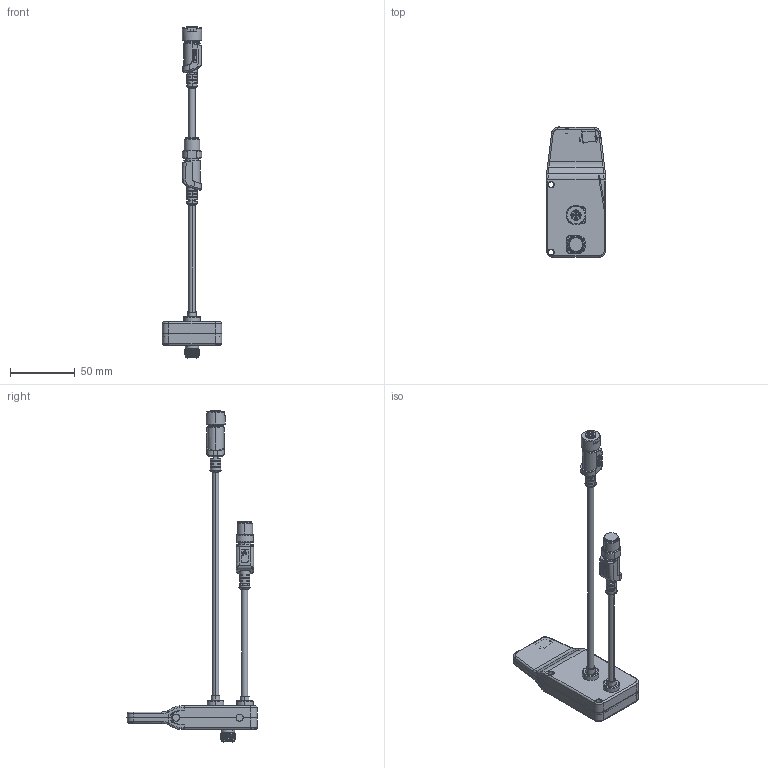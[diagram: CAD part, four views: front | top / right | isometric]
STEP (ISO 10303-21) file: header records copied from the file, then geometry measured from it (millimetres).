
FILE_DESCRIPTION((''),'2;1');
FILE_NAME('DBCAD2321_ASM','2016-06-28T',('pfolte'),(''),'PRO/ENGINEER BY PARAMETRIC TECHNOLOGY CORPORATION, 2015440','PRO/ENGINEER BY PARAMETRIC TECHNOLOGY CORPORATION, 2015440','');
FILE_SCHEMA(('CONFIG_CONTROL_DESIGN'));
Products named in the file (4): CAD0952; DB001889_PIGTAIL_M12__SW0002; DB000595_ANSCHLUSSKAB_SW0001; DBCAD2321_ASM
Assembly tree (3 placements, depth 2):
  DBCAD2321_ASM
    CAD0952
    DB001889_PIGTAIL_M12__SW0002
    DB000595_ANSCHLUSSKAB_SW0001
Bounding box: 46 x 100.4 x 255.9 mm (x, y, z)
Volume: 18035.3 mm3; surface area: 43858.1 mm2
Topology: 5 solids, 1049 shells, 1726 faces, 7611 edges, 6991 vertices
Faces by surface type: plane 913, cylinder 507, cone 141, torus 61, bspline 60, sphere 34, extrusion 10
Entity records: 131930 total; most frequent: CARTESIAN_POINT 30992, DIRECTION 11075, PRESENTATION_STYLE_ASSIGNMENT 10365, STYLED_ITEM 10365, ORIENTED_EDGE 9286, CURVE_STYLE 7590, EDGE_CURVE 7555, VERTEX_POINT 6950
